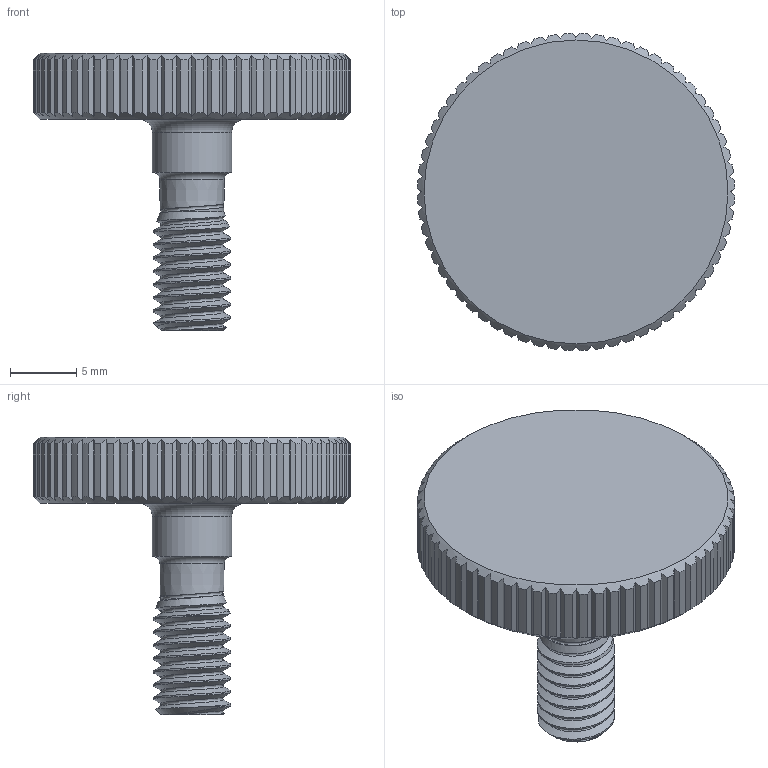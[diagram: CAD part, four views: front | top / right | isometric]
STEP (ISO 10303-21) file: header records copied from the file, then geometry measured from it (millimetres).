
FILE_DESCRIPTION(('FreeCAD Model'),'2;1');
FILE_NAME('Open CASCADE Shape Model','2025-06-25T08:48:41',('BT'),(''), 'Open CASCADE STEP processor 7.8','FreeCAD','Unknown');
FILE_SCHEMA(('AUTOMOTIVE_DESIGN { 1 0 10303 214 1 1 1 1 }'));
Length unit declared in the file: millimetre
Products named in the file (1): M6x12-Screw
Bounding box: 23.99 x 23.99 x 21 mm (x, y, z)
Volume: 2586.9 mm3; surface area: 1648.9 mm2
Topology: 1 solids, 1 shells, 248 faces, 689 edges, 444 vertices
Faces by surface type: plane 132, cylinder 73, bspline 32, cone 9, torus 2
Full cylindrical faces by diameter (mm): 5.89 x6, 6 x1
Entity records: 10961 total; most frequent: CARTESIAN_POINT 4509, DIRECTION 1439, ORIENTED_EDGE 1378, EDGE_CURVE 689, AXIS2_PLACEMENT_3D 616, VERTEX_POINT 444, HYPERBOLA 257, FACE_BOUND 249
